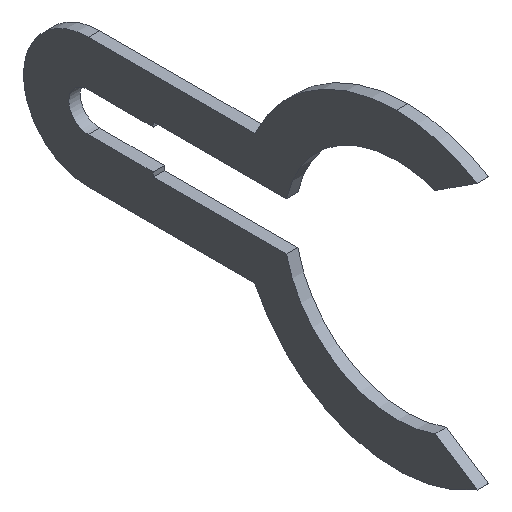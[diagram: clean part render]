
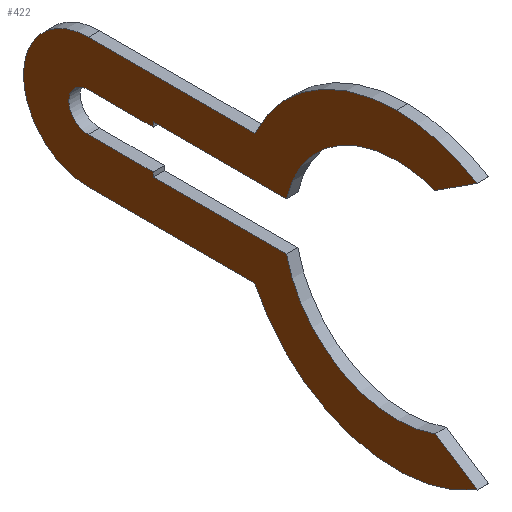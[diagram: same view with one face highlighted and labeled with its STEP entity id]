
A CAD part, isometric view. The second image highlights one B-rep face of the part: STEP entity #422.
In plain terms, the highlighted planar face has unit normal (-1, 0, 0).
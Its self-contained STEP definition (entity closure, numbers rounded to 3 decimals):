
#7 = VERTEX_POINT ( 'NONE', #438 ) ;
#15 = CARTESIAN_POINT ( 'NONE',  ( 0., -2.389, 6.5 ) ) ;
#20 = CARTESIAN_POINT ( 'NONE',  ( 0., 0., 0. ) ) ;
#21 = ORIENTED_EDGE ( 'NONE', *, *, #297, .F. ) ;
#22 = CIRCLE ( 'NONE', #540, 9.6 ) ;
#27 = CARTESIAN_POINT ( 'NONE',  ( 0., 0., 0. ) ) ;
#29 = LINE ( 'NONE', #130, #670 ) ;
#31 = VERTEX_POINT ( 'NONE', #427 ) ;
#36 = EDGE_CURVE ( 'NONE', #7, #358, #281, .T. ) ;
#37 = ORIENTED_EDGE ( 'NONE', *, *, #617, .F. ) ;
#40 = ORIENTED_EDGE ( 'NONE', *, *, #581, .F. ) ;
#44 = VERTEX_POINT ( 'NONE', #597 ) ;
#53 = VERTEX_POINT ( 'NONE', #637 ) ;
#55 = CARTESIAN_POINT ( 'NONE',  ( 0., -2.389, -6.5 ) ) ;
#57 = VERTEX_POINT ( 'NONE', #71 ) ;
#67 = CARTESIAN_POINT ( 'NONE',  ( 0., 15., 1.475 ) ) ;
#71 = CARTESIAN_POINT ( 'NONE',  ( 0., 8.727, -4. ) ) ;
#89 = ORIENTED_EDGE ( 'NONE', *, *, #196, .F. ) ;
#92 = LINE ( 'NONE', #227, #129 ) ;
#93 = ORIENTED_EDGE ( 'NONE', *, *, #285, .F. ) ;
#99 = CARTESIAN_POINT ( 'NONE',  ( 0., 15., 1.2 ) ) ;
#107 = DIRECTION ( 'NONE',  ( 0., 0., -1. ) ) ;
#110 = DIRECTION ( 'NONE',  ( 0., 0., -1. ) ) ;
#114 = ORIENTED_EDGE ( 'NONE', *, *, #36, .F. ) ;
#120 = CARTESIAN_POINT ( 'NONE',  ( 0., 0., 0. ) ) ;
#126 = DIRECTION ( 'NONE',  ( 1., 0., 0. ) ) ;
#127 = DIRECTION ( 'NONE',  ( 1., 0., 0. ) ) ;
#129 = VECTOR ( 'NONE', #398, 1000. ) ;
#130 = CARTESIAN_POINT ( 'NONE',  ( 0., 19., -4. ) ) ;
#132 = EDGE_CURVE ( 'NONE', #630, #396, #189, .T. ) ;
#146 = LINE ( 'NONE', #195, #638 ) ;
#148 = ORIENTED_EDGE ( 'NONE', *, *, #525, .F. ) ;
#166 = LINE ( 'NONE', #15, #470 ) ;
#168 = CARTESIAN_POINT ( 'NONE',  ( 0., 0., 0. ) ) ;
#176 = EDGE_CURVE ( 'NONE', #396, #424, #194, .T. ) ;
#179 = DIRECTION ( 'NONE',  ( 1., 0., 0. ) ) ;
#181 = EDGE_CURVE ( 'NONE', #424, #362, #22, .T. ) ;
#187 = ORIENTED_EDGE ( 'NONE', *, *, #676, .F. ) ;
#189 = LINE ( 'NONE', #497, #481 ) ;
#194 = CIRCLE ( 'NONE', #247, 9.6 ) ;
#195 = CARTESIAN_POINT ( 'NONE',  ( 0., 15., -1.475 ) ) ;
#196 = EDGE_CURVE ( 'NONE', #405, #625, #197, .T. ) ;
#197 = LINE ( 'NONE', #55, #317 ) ;
#200 = ORIENTED_EDGE ( 'NONE', *, *, #631, .F. ) ;
#205 = VECTOR ( 'NONE', #482, 1000. ) ;
#206 = CARTESIAN_POINT ( 'NONE',  ( 0., 15., -1.475 ) ) ;
#210 = EDGE_LOOP ( 'NONE', ( #37, #89, #467, #338, #21, #187, #93, #400, #40, #658, #114, #200, #661, #300, #519, #315, #148, #680 ) ) ;
#213 = CARTESIAN_POINT ( 'NONE',  ( 0., 0., 9.6 ) ) ;
#217 = DIRECTION ( 'NONE',  ( 0., 0.839, -0.545 ) ) ;
#227 = CARTESIAN_POINT ( 'NONE',  ( 0., 19., 1.2 ) ) ;
#229 = DIRECTION ( 'NONE',  ( 0., 0., -1. ) ) ;
#231 = VERTEX_POINT ( 'NONE', #99 ) ;
#232 = DIRECTION ( 'NONE',  ( 0., 1., 0. ) ) ;
#236 = AXIS2_PLACEMENT_3D ( 'NONE', #20, #642, #645 ) ;
#246 = VERTEX_POINT ( 'NONE', #206 ) ;
#247 = AXIS2_PLACEMENT_3D ( 'NONE', #607, #127, #551 ) ;
#250 = DIRECTION ( 'NONE',  ( -1., 0., 0. ) ) ;
#254 = LINE ( 'NONE', #302, #305 ) ;
#278 = CIRCLE ( 'NONE', #490, 4. ) ;
#279 = AXIS2_PLACEMENT_3D ( 'NONE', #457, #416, #672 ) ;
#281 = CIRCLE ( 'NONE', #461, 6.925 ) ;
#284 = CARTESIAN_POINT ( 'NONE',  ( 0., 0., 0. ) ) ;
#285 = EDGE_CURVE ( 'NONE', #53, #443, #369, .T. ) ;
#296 = DIRECTION ( 'NONE',  ( 0., -1., 0. ) ) ;
#297 = EDGE_CURVE ( 'NONE', #536, #246, #409, .T. ) ;
#300 = ORIENTED_EDGE ( 'NONE', *, *, #181, .F. ) ;
#302 = CARTESIAN_POINT ( 'NONE',  ( 0., 19., -1.2 ) ) ;
#305 = VECTOR ( 'NONE', #678, 1000. ) ;
#306 = VECTOR ( 'NONE', #357, 1000. ) ;
#307 = DIRECTION ( 'NONE',  ( 0., 0., -1. ) ) ;
#315 = ORIENTED_EDGE ( 'NONE', *, *, #132, .F. ) ;
#316 = VECTOR ( 'NONE', #507, 1000. ) ;
#317 = VECTOR ( 'NONE', #466, 1000. ) ;
#326 = CIRCLE ( 'NONE', #346, 6.925 ) ;
#330 = DIRECTION ( 'NONE',  ( 0., 0., -1. ) ) ;
#331 = CARTESIAN_POINT ( 'NONE',  ( 0., -5., 8.195 ) ) ;
#335 = CARTESIAN_POINT ( 'NONE',  ( 0., 15., 1.2 ) ) ;
#338 = ORIENTED_EDGE ( 'NONE', *, *, #657, .F. ) ;
#346 = AXIS2_PLACEMENT_3D ( 'NONE', #356, #250, #307 ) ;
#347 = AXIS2_PLACEMENT_3D ( 'NONE', #168, #544, #110 ) ;
#356 = CARTESIAN_POINT ( 'NONE',  ( 0., 0., 0. ) ) ;
#357 = DIRECTION ( 'NONE',  ( 0., 0., -1. ) ) ;
#358 = VERTEX_POINT ( 'NONE', #650 ) ;
#362 = VERTEX_POINT ( 'NONE', #331 ) ;
#369 = CIRCLE ( 'NONE', #279, 1.2 ) ;
#373 = CARTESIAN_POINT ( 'NONE',  ( 0., 19., -1.2 ) ) ;
#375 = EDGE_CURVE ( 'NONE', #486, #405, #648, .T. ) ;
#376 = PLANE ( 'NONE',  #236 ) ;
#381 = DIRECTION ( 'NONE',  ( -1., 0., 0. ) ) ;
#382 = CARTESIAN_POINT ( 'NONE',  ( 0., -5., -8.195 ) ) ;
#396 = VERTEX_POINT ( 'NONE', #431 ) ;
#398 = DIRECTION ( 'NONE',  ( 0., 1., 0. ) ) ;
#400 = ORIENTED_EDGE ( 'NONE', *, *, #589, .F. ) ;
#405 = VERTEX_POINT ( 'NONE', #478 ) ;
#409 = LINE ( 'NONE', #620, #306 ) ;
#416 = DIRECTION ( 'NONE',  ( -1., 0., 0. ) ) ;
#422 = ADVANCED_FACE ( 'NONE', ( #487 ), #376, .F. ) ;
#424 = VERTEX_POINT ( 'NONE', #213 ) ;
#427 = CARTESIAN_POINT ( 'NONE',  ( 0., 19., -4. ) ) ;
#431 = CARTESIAN_POINT ( 'NONE',  ( 0., 8.727, 4. ) ) ;
#438 = CARTESIAN_POINT ( 'NONE',  ( 0., 0., 6.925 ) ) ;
#443 = VERTEX_POINT ( 'NONE', #373 ) ;
#445 = DIRECTION ( 'NONE',  ( 0., 0., -1. ) ) ;
#457 = CARTESIAN_POINT ( 'NONE',  ( 0., 19., 0. ) ) ;
#458 = CIRCLE ( 'NONE', #527, 9.6 ) ;
#461 = AXIS2_PLACEMENT_3D ( 'NONE', #120, #381, #330 ) ;
#466 = DIRECTION ( 'NONE',  ( 0., -0.839, -0.545 ) ) ;
#467 = ORIENTED_EDGE ( 'NONE', *, *, #375, .F. ) ;
#470 = VECTOR ( 'NONE', #217, 1000. ) ;
#474 = EDGE_CURVE ( 'NONE', #358, #502, #636, .T. ) ;
#477 = EDGE_CURVE ( 'NONE', #362, #44, #166, .T. ) ;
#478 = CARTESIAN_POINT ( 'NONE',  ( 0., -2.389, -6.5 ) ) ;
#481 = VECTOR ( 'NONE', #296, 1000. ) ;
#482 = DIRECTION ( 'NONE',  ( 0., 1., 0. ) ) ;
#486 = VERTEX_POINT ( 'NONE', #592 ) ;
#487 = FACE_OUTER_BOUND ( 'NONE', #210, .T. ) ;
#489 = EDGE_CURVE ( 'NONE', #57, #31, #29, .T. ) ;
#490 = AXIS2_PLACEMENT_3D ( 'NONE', #610, #126, #445 ) ;
#497 = CARTESIAN_POINT ( 'NONE',  ( 0., 19., 4. ) ) ;
#502 = VERTEX_POINT ( 'NONE', #547 ) ;
#507 = DIRECTION ( 'NONE',  ( 0., 0., -1. ) ) ;
#519 = ORIENTED_EDGE ( 'NONE', *, *, #176, .F. ) ;
#520 = DIRECTION ( 'NONE',  ( 0., -1., 0. ) ) ;
#525 = EDGE_CURVE ( 'NONE', #31, #630, #278, .T. ) ;
#527 = AXIS2_PLACEMENT_3D ( 'NONE', #27, #179, #229 ) ;
#536 = VERTEX_POINT ( 'NONE', #550 ) ;
#540 = AXIS2_PLACEMENT_3D ( 'NONE', #284, #611, #107 ) ;
#544 = DIRECTION ( 'NONE',  ( -1., 0., 0. ) ) ;
#547 = CARTESIAN_POINT ( 'NONE',  ( 0., 15., 1.475 ) ) ;
#550 = CARTESIAN_POINT ( 'NONE',  ( 0., 15., -1.2 ) ) ;
#551 = DIRECTION ( 'NONE',  ( 0., 0., -1. ) ) ;
#561 = LINE ( 'NONE', #335, #316 ) ;
#578 = CARTESIAN_POINT ( 'NONE',  ( 0., 19., 4. ) ) ;
#581 = EDGE_CURVE ( 'NONE', #502, #231, #561, .T. ) ;
#589 = EDGE_CURVE ( 'NONE', #231, #53, #92, .T. ) ;
#592 = CARTESIAN_POINT ( 'NONE',  ( 0., 6.766, -1.475 ) ) ;
#597 = CARTESIAN_POINT ( 'NONE',  ( 0., -2.389, 6.5 ) ) ;
#607 = CARTESIAN_POINT ( 'NONE',  ( 0., 0., 0. ) ) ;
#610 = CARTESIAN_POINT ( 'NONE',  ( 0., 19., 0. ) ) ;
#611 = DIRECTION ( 'NONE',  ( 1., 0., 0. ) ) ;
#617 = EDGE_CURVE ( 'NONE', #625, #57, #458, .T. ) ;
#620 = CARTESIAN_POINT ( 'NONE',  ( 0., 15., -1.2 ) ) ;
#625 = VERTEX_POINT ( 'NONE', #382 ) ;
#630 = VERTEX_POINT ( 'NONE', #578 ) ;
#631 = EDGE_CURVE ( 'NONE', #44, #7, #326, .T. ) ;
#636 = LINE ( 'NONE', #67, #205 ) ;
#637 = CARTESIAN_POINT ( 'NONE',  ( 0., 19., 1.2 ) ) ;
#638 = VECTOR ( 'NONE', #520, 1000. ) ;
#642 = DIRECTION ( 'NONE',  ( 1., 0., 0. ) ) ;
#645 = DIRECTION ( 'NONE',  ( 0., 0., -1. ) ) ;
#648 = CIRCLE ( 'NONE', #347, 6.925 ) ;
#650 = CARTESIAN_POINT ( 'NONE',  ( 0., 6.766, 1.475 ) ) ;
#657 = EDGE_CURVE ( 'NONE', #246, #486, #146, .T. ) ;
#658 = ORIENTED_EDGE ( 'NONE', *, *, #474, .F. ) ;
#661 = ORIENTED_EDGE ( 'NONE', *, *, #477, .F. ) ;
#670 = VECTOR ( 'NONE', #232, 1000. ) ;
#672 = DIRECTION ( 'NONE',  ( 0., 0., -1. ) ) ;
#676 = EDGE_CURVE ( 'NONE', #443, #536, #254, .T. ) ;
#678 = DIRECTION ( 'NONE',  ( 0., -1., 0. ) ) ;
#680 = ORIENTED_EDGE ( 'NONE', *, *, #489, .F. ) ;
